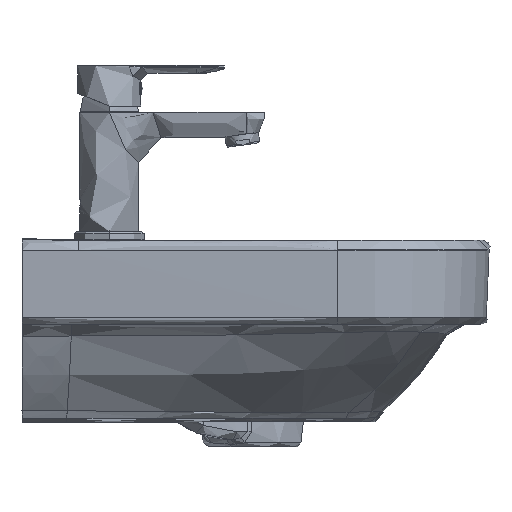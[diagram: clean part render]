
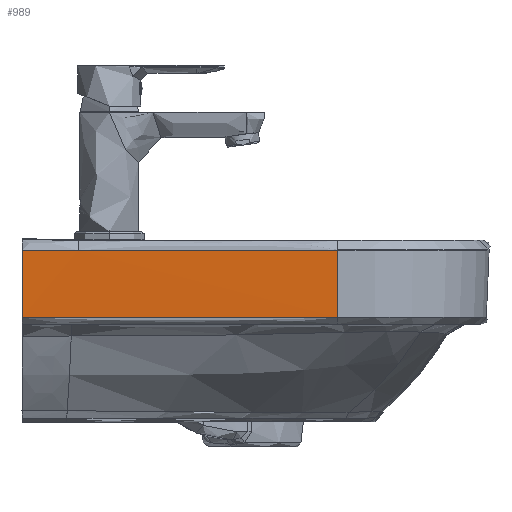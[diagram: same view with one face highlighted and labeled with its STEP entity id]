
A CAD part, left-side view. The second image highlights one B-rep face of the part: STEP entity #989.
In plain terms, the highlighted free-form (B-spline) face has degree [2, 1] with [9, 2] control points.
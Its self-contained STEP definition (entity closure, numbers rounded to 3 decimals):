
#489=(
BOUNDED_CURVE()
B_SPLINE_CURVE(2,(#65861,#65862,#65863),.UNSPECIFIED.,.F.,.F.)
B_SPLINE_CURVE_WITH_KNOTS((3,3),(-185.174,0.),.UNSPECIFIED.)
CURVE()
GEOMETRIC_REPRESENTATION_ITEM()
RATIONAL_B_SPLINE_CURVE((1.,1.,1.))
REPRESENTATION_ITEM('')
);
#490=(
BOUNDED_CURVE()
B_SPLINE_CURVE(2,(#65864,#65865,#65866),.UNSPECIFIED.,.F.,.F.)
B_SPLINE_CURVE_WITH_KNOTS((3,3),(0.,0.044),.UNSPECIFIED.)
CURVE()
GEOMETRIC_REPRESENTATION_ITEM()
RATIONAL_B_SPLINE_CURVE((1.,1.,1.))
REPRESENTATION_ITEM('')
);
#491=(
BOUNDED_CURVE()
B_SPLINE_CURVE(2,(#65867,#65868,#65869),.UNSPECIFIED.,.F.,.F.)
B_SPLINE_CURVE_WITH_KNOTS((3,3),(-166.34,58.838),
 .UNSPECIFIED.)
CURVE()
GEOMETRIC_REPRESENTATION_ITEM()
RATIONAL_B_SPLINE_CURVE((1.,1.,1.))
REPRESENTATION_ITEM('')
);
#705=(
BOUNDED_SURFACE()
B_SPLINE_SURFACE(2,1,((#15174,#15175),(#15176,#15177),(#15178,#15179),(#15180,
#15181),(#15182,#15183),(#15184,#15185),(#15186,#15187),(#15188,#15189),
(#15190,#15191)),.UNSPECIFIED.,.T.,.F.,.F.)
B_SPLINE_SURFACE_WITH_KNOTS((3,2,2,2,3),(2,2),(0.,23561.79,47123.58,
70685.369,94247.159),(0.,57.746),.UNSPECIFIED.)
GEOMETRIC_REPRESENTATION_ITEM()
RATIONAL_B_SPLINE_SURFACE(((1.,1.),(0.707,0.707),
(1.,1.),(0.707,0.707),(1.,1.),(0.707,
0.707),(1.,1.),(0.707,0.707),(1.,1.)))
REPRESENTATION_ITEM('')
SURFACE()
);
#989=ADVANCED_FACE('',(#1404),#705,.T.);
#1404=FACE_OUTER_BOUND('',#1842,.T.);
#1842=EDGE_LOOP('',(#3064,#3065,#3066,#3067,#3068,#3069));
#3064=ORIENTED_EDGE('',*,*,#4672,.T.);
#3065=ORIENTED_EDGE('',*,*,#4553,.T.);
#3066=ORIENTED_EDGE('',*,*,#4554,.T.);
#3067=ORIENTED_EDGE('',*,*,#4552,.T.);
#3068=ORIENTED_EDGE('',*,*,#4461,.T.);
#3069=ORIENTED_EDGE('',*,*,#4555,.T.);
#4461=EDGE_CURVE('',#5999,#5998,#5231,.T.);
#4552=EDGE_CURVE('',#6078,#5999,#5303,.T.);
#4553=EDGE_CURVE('',#6080,#6081,#489,.T.);
#4554=EDGE_CURVE('',#6081,#6078,#490,.T.);
#4555=EDGE_CURVE('',#5998,#6079,#491,.T.);
#4672=EDGE_CURVE('',#6079,#6080,#5399,.T.);
#5231=B_SPLINE_CURVE_WITH_KNOTS('',1,(#65010,#65011),.UNSPECIFIED.,.F.,
 .F.,(2,2),(-48.022,0.),.UNSPECIFIED.);
#5303=B_SPLINE_CURVE_WITH_KNOTS('',5,(#65846,#65847,#65848,#65849,#65850,
#65851,#65852,#65853,#65854,#65855,#65856,#65857,#65858,#65859,#65860),
 .UNSPECIFIED.,.F.,.F.,(6,3,3,3,6),(325.122,353.379,367.542,
374.624,381.697),.UNSPECIFIED.);
#5399=B_SPLINE_CURVE_WITH_KNOTS('',1,(#66659,#66660),.UNSPECIFIED.,.F.,
 .F.,(2,2),(0.,47.958),.UNSPECIFIED.);
#5998=VERTEX_POINT('',#64449);
#5999=VERTEX_POINT('',#64450);
#6078=VERTEX_POINT('',#64529);
#6079=VERTEX_POINT('',#64530);
#6080=VERTEX_POINT('',#64531);
#6081=VERTEX_POINT('',#64532);
#15174=CARTESIAN_POINT('',(29772.378,167.351,13.342));
#15175=CARTESIAN_POINT('',(29774.782,167.351,71.038));
#15176=CARTESIAN_POINT('',(29772.378,15164.848,13.342));
#15177=CARTESIAN_POINT('',(29774.782,15167.252,71.038));
#15178=CARTESIAN_POINT('',(14774.881,15164.848,13.342));
#15179=CARTESIAN_POINT('',(14774.881,15167.252,71.038));
#15180=CARTESIAN_POINT('',(-222.617,15164.848,13.342));
#15181=CARTESIAN_POINT('',(-225.021,15167.252,71.038));
#15182=CARTESIAN_POINT('',(-222.617,167.351,13.342));
#15183=CARTESIAN_POINT('',(-225.021,167.351,71.038));
#15184=CARTESIAN_POINT('',(-222.617,-14830.147,13.342));
#15185=CARTESIAN_POINT('',(-225.021,-14832.551,71.038));
#15186=CARTESIAN_POINT('',(14774.881,-14830.147,13.342));
#15187=CARTESIAN_POINT('',(14774.881,-14832.551,71.038));
#15188=CARTESIAN_POINT('',(29772.378,-14830.147,13.342));
#15189=CARTESIAN_POINT('',(29774.782,-14832.551,71.038));
#15190=CARTESIAN_POINT('',(29772.378,167.351,13.342));
#15191=CARTESIAN_POINT('',(29774.782,167.351,71.038));
#64449=CARTESIAN_POINT('',(-222.819,167.351,18.2));
#64450=CARTESIAN_POINT('',(-224.818,167.351,66.18));
#64529=CARTESIAN_POINT('',(-224.762,127.337,66.117));
#64530=CARTESIAN_POINT('',(-221.129,-57.803,18.2));
#64531=CARTESIAN_POINT('',(-223.125,-57.833,66.117));
#64532=CARTESIAN_POINT('',(-224.762,127.333,66.117));
#65010=CARTESIAN_POINT('',(-224.818,167.351,66.18));
#65011=CARTESIAN_POINT('',(-222.819,167.351,18.2));
#65846=CARTESIAN_POINT('',(-224.762,127.337,66.117));
#65847=CARTESIAN_POINT('',(-224.773,131.337,66.12));
#65848=CARTESIAN_POINT('',(-224.782,135.331,66.126));
#65849=CARTESIAN_POINT('',(-224.791,139.332,66.133));
#65850=CARTESIAN_POINT('',(-224.801,145.331,66.144));
#65851=CARTESIAN_POINT('',(-224.809,151.332,66.156));
#65852=CARTESIAN_POINT('',(-224.811,153.335,66.16));
#65853=CARTESIAN_POINT('',(-224.814,156.339,66.165));
#65854=CARTESIAN_POINT('',(-224.816,159.344,66.17));
#65855=CARTESIAN_POINT('',(-224.816,160.344,66.172));
#65856=CARTESIAN_POINT('',(-224.817,162.348,66.175));
#65857=CARTESIAN_POINT('',(-224.818,164.347,66.177));
#65858=CARTESIAN_POINT('',(-224.818,165.355,66.178));
#65859=CARTESIAN_POINT('',(-224.818,166.343,66.179));
#65860=CARTESIAN_POINT('',(-224.818,167.351,66.18));
#65861=CARTESIAN_POINT('',(-223.125,-57.833,66.117));
#65862=CARTESIAN_POINT('',(-224.515,34.745,66.117));
#65863=CARTESIAN_POINT('',(-224.762,127.333,66.117));
#65864=CARTESIAN_POINT('',(-224.762,127.333,66.117));
#65865=CARTESIAN_POINT('',(-224.762,127.335,66.117));
#65866=CARTESIAN_POINT('',(-224.762,127.337,66.117));
#65867=CARTESIAN_POINT('',(-222.819,167.351,18.2));
#65868=CARTESIAN_POINT('',(-222.819,54.767,18.2));
#65869=CARTESIAN_POINT('',(-221.129,-57.803,18.2));
#66659=CARTESIAN_POINT('',(-221.129,-57.803,18.2));
#66660=CARTESIAN_POINT('',(-223.125,-57.833,66.117));
